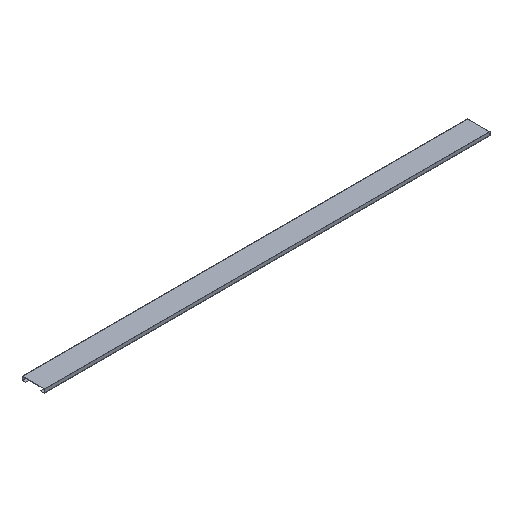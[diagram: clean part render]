
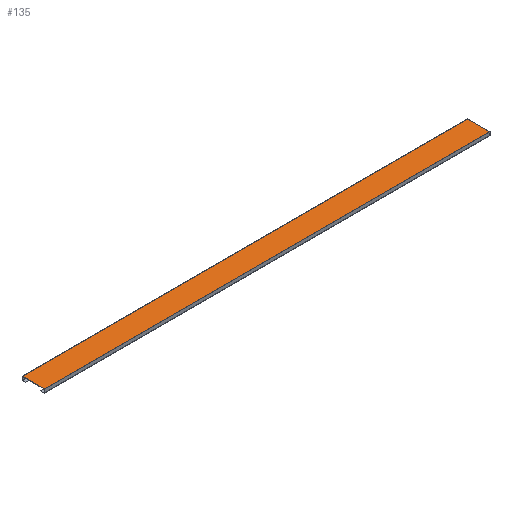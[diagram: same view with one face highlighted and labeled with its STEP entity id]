
A CAD part, isometric view. The second image highlights one B-rep face of the part: STEP entity #135.
In plain terms, the highlighted planar face has unit normal (0, 0, 1).
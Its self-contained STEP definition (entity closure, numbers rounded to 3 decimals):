
#30 = EDGE_CURVE ( 'NONE', #347, #289, #371, .T. ) ;
#51 = PLANE ( 'NONE',  #197 ) ;
#57 = CARTESIAN_POINT ( 'NONE',  ( 1500., -75.5, 102.52 ) ) ;
#92 = DIRECTION ( 'NONE',  ( -1., 0., 0. ) ) ;
#97 = DIRECTION ( 'NONE',  ( 0., -1., 0. ) ) ;
#105 = VERTEX_POINT ( 'NONE', #127 ) ;
#107 = DIRECTION ( 'NONE',  ( -1., 0., 0. ) ) ;
#122 = VERTEX_POINT ( 'NONE', #333 ) ;
#127 = CARTESIAN_POINT ( 'NONE',  ( -1500., -75.5, 102.52 ) ) ;
#135 = ADVANCED_FACE ( 'NONE', ( #194 ), #51, .F. ) ;
#145 = VECTOR ( 'NONE', #97, 1000. ) ;
#152 = CARTESIAN_POINT ( 'NONE',  ( 1500., -75.5, 102.52 ) ) ;
#154 = LINE ( 'NONE', #322, #274 ) ;
#194 = FACE_OUTER_BOUND ( 'NONE', #353, .T. ) ;
#197 = AXIS2_PLACEMENT_3D ( 'NONE', #367, #231, #92 ) ;
#202 = CARTESIAN_POINT ( 'NONE',  ( 1500., 75.5, 102.52 ) ) ;
#213 = ORIENTED_EDGE ( 'NONE', *, *, #410, .T. ) ;
#223 = CARTESIAN_POINT ( 'NONE',  ( 1500., 75.5, 102.52 ) ) ;
#231 = DIRECTION ( 'NONE',  ( 0., 0., -1. ) ) ;
#236 = CARTESIAN_POINT ( 'NONE',  ( 1500., -75.5, 102.52 ) ) ;
#247 = EDGE_CURVE ( 'NONE', #289, #105, #466, .T. ) ;
#274 = VECTOR ( 'NONE', #384, 1000. ) ;
#289 = VERTEX_POINT ( 'NONE', #57 ) ;
#292 = DIRECTION ( 'NONE',  ( -1., 0., 0. ) ) ;
#303 = VECTOR ( 'NONE', #107, 1000. ) ;
#318 = ORIENTED_EDGE ( 'NONE', *, *, #247, .F. ) ;
#322 = CARTESIAN_POINT ( 'NONE',  ( -1500., -75.5, 102.52 ) ) ;
#324 = LINE ( 'NONE', #223, #303 ) ;
#333 = CARTESIAN_POINT ( 'NONE',  ( -1500., 75.5, 102.52 ) ) ;
#340 = ORIENTED_EDGE ( 'NONE', *, *, #30, .F. ) ;
#341 = EDGE_CURVE ( 'NONE', #347, #122, #324, .T. ) ;
#347 = VERTEX_POINT ( 'NONE', #202 ) ;
#349 = ORIENTED_EDGE ( 'NONE', *, *, #341, .T. ) ;
#353 = EDGE_LOOP ( 'NONE', ( #213, #318, #340, #349 ) ) ;
#367 = CARTESIAN_POINT ( 'NONE',  ( 1500., -75.5, 102.52 ) ) ;
#371 = LINE ( 'NONE', #236, #145 ) ;
#384 = DIRECTION ( 'NONE',  ( 0., -1., 0. ) ) ;
#410 = EDGE_CURVE ( 'NONE', #122, #105, #154, .T. ) ;
#415 = VECTOR ( 'NONE', #292, 1000. ) ;
#466 = LINE ( 'NONE', #152, #415 ) ;
